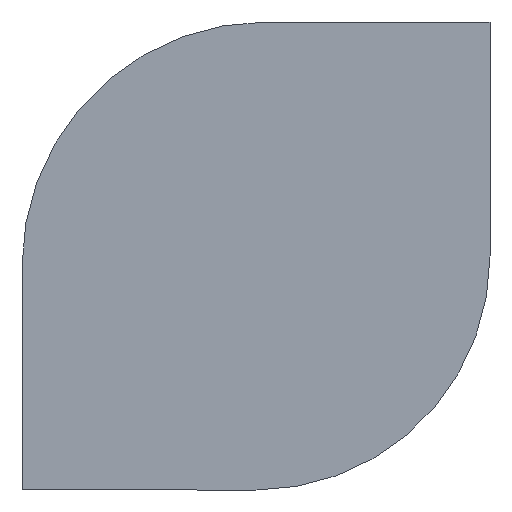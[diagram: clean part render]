
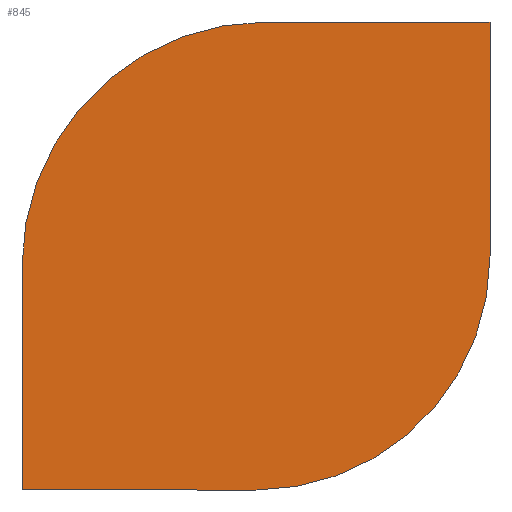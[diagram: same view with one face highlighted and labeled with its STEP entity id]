
A CAD part, front view. The second image highlights one B-rep face of the part: STEP entity #845.
In plain terms, the highlighted planar face has unit normal (0, -1, 0).
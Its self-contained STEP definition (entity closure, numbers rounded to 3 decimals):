
#10 = VERTEX_POINT ( 'NONE', #226 ) ;
#13 = VERTEX_POINT ( 'NONE', #227 ) ;
#36 = EDGE_LOOP ( 'NONE', ( #147, #149, #148, #150, #152, #151 ) ) ;
#41 = VERTEX_POINT ( 'NONE', #237 ) ;
#52 = VERTEX_POINT ( 'NONE', #240 ) ;
#67 = VERTEX_POINT ( 'NONE', #249 ) ;
#68 = VERTEX_POINT ( 'NONE', #250 ) ;
#147 = ORIENTED_EDGE ( 'NONE', *, *, #889, .F. ) ;
#148 = ORIENTED_EDGE ( 'NONE', *, *, #854, .F. ) ;
#149 = ORIENTED_EDGE ( 'NONE', *, *, #880, .F. ) ;
#150 = ORIENTED_EDGE ( 'NONE', *, *, #833, .F. ) ;
#151 = ORIENTED_EDGE ( 'NONE', *, *, #811, .F. ) ;
#152 = ORIENTED_EDGE ( 'NONE', *, *, #879, .F. ) ;
#226 = CARTESIAN_POINT ( 'NONE',  ( -1., -12.3, -11.5 ) ) ;
#227 = CARTESIAN_POINT ( 'NONE',  ( -12., -12.3, 0. ) ) ;
#237 = CARTESIAN_POINT ( 'NONE',  ( -24., -12.3, -23. ) ) ;
#240 = CARTESIAN_POINT ( 'NONE',  ( -12.5, -12.3, -23. ) ) ;
#249 = CARTESIAN_POINT ( 'NONE',  ( -1., -12.3, 0. ) ) ;
#250 = CARTESIAN_POINT ( 'NONE',  ( -24., -12.3, -12. ) ) ;
#336 = LINE ( 'NONE', #337, #667 ) ;
#337 = CARTESIAN_POINT ( 'NONE',  ( -24., -12.3, -12. ) ) ;
#338 = DIRECTION ( 'NONE',  ( 0., 0., 1. ) ) ;
#398 = LINE ( 'NONE', #399, #747 ) ;
#399 = CARTESIAN_POINT ( 'NONE',  ( 0., -12.3, 0. ) ) ;
#400 = DIRECTION ( 'NONE',  ( 1., 0., 0. ) ) ;
#438 = PLANE ( 'NONE',  #632 ) ;
#439 = CARTESIAN_POINT ( 'NONE',  ( -12., -12.3, -12. ) ) ;
#440 = DIRECTION ( 'NONE',  ( 0., -1., 0. ) ) ;
#441 = DIRECTION ( 'NONE',  ( 0., 0., 1. ) ) ;
#469 = LINE ( 'NONE', #470, #703 ) ;
#470 = CARTESIAN_POINT ( 'NONE',  ( -1., -12.3, -12. ) ) ;
#471 = DIRECTION ( 'NONE',  ( 0., 0., -1. ) ) ;
#522 = CARTESIAN_POINT ( 'NONE',  ( -12., -12.3, -12. ) ) ;
#538 = DIRECTION ( 'NONE',  ( 0., 1., 0. ) ) ;
#539 = DIRECTION ( 'NONE',  ( 0., 0., 1. ) ) ;
#540 = CARTESIAN_POINT ( 'NONE',  ( -12.5, -12.3, -11.5 ) ) ;
#541 = DIRECTION ( 'NONE',  ( 0., 1., 0. ) ) ;
#542 = DIRECTION ( 'NONE',  ( 0., 0., -1. ) ) ;
#559 = LINE ( 'NONE', #560, #776 ) ;
#560 = CARTESIAN_POINT ( 'NONE',  ( -12., -12.3, -23. ) ) ;
#561 = DIRECTION ( 'NONE',  ( -1., 0., 0. ) ) ;
#632 = AXIS2_PLACEMENT_3D ( 'NONE', #439, #440, #441 ) ;
#657 = FACE_OUTER_BOUND ( 'NONE', #36, .T. ) ;
#667 = VECTOR ( 'NONE', #338, 1000. ) ;
#703 = VECTOR ( 'NONE', #471, 1000. ) ;
#747 = VECTOR ( 'NONE', #400, 1000. ) ;
#757 = AXIS2_PLACEMENT_3D ( 'NONE', #540, #541, #542 ) ;
#762 = AXIS2_PLACEMENT_3D ( 'NONE', #522, #538, #539 ) ;
#776 = VECTOR ( 'NONE', #561, 1000. ) ;
#811 = EDGE_CURVE ( 'NONE', #41, #68, #336, .T. ) ;
#813 = CIRCLE ( 'NONE', #757, 11.5 ) ;
#833 = EDGE_CURVE ( 'NONE', #13, #67, #398, .T. ) ;
#845 = ADVANCED_FACE ( 'NONE', ( #657 ), #438, .T. ) ;
#854 = EDGE_CURVE ( 'NONE', #67, #10, #469, .T. ) ;
#879 = EDGE_CURVE ( 'NONE', #68, #13, #920, .T. ) ;
#880 = EDGE_CURVE ( 'NONE', #10, #52, #813, .T. ) ;
#889 = EDGE_CURVE ( 'NONE', #52, #41, #559, .T. ) ;
#920 = CIRCLE ( 'NONE', #762, 12. ) ;
